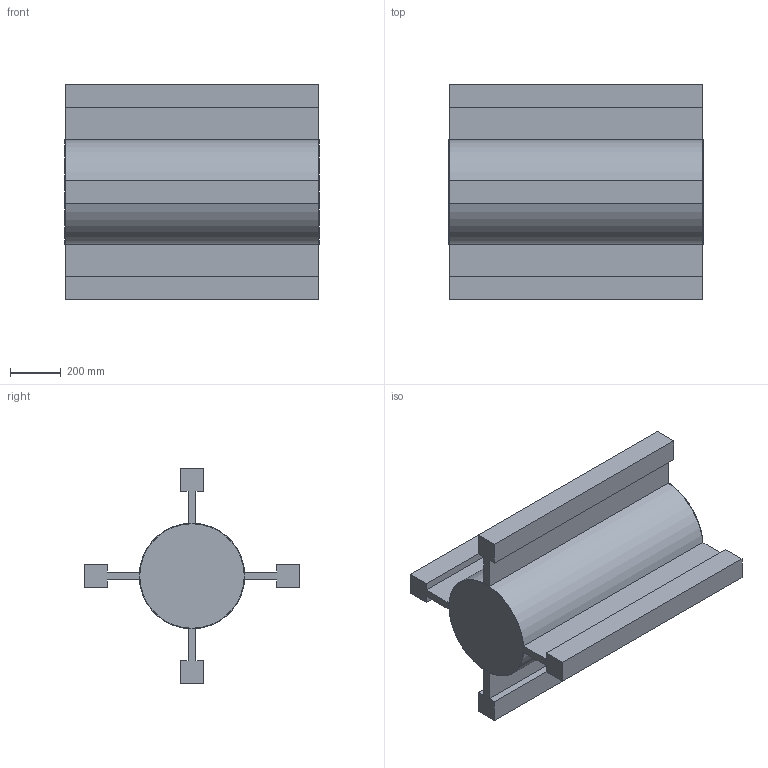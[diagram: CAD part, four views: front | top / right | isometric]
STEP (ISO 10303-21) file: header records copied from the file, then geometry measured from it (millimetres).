
FILE_DESCRIPTION(('Open CASCADE Model'),'2;1');
FILE_NAME('Open CASCADE Shape Model','2014-02-21T21:00:15',('Author'),( 'Open CASCADE'),'Open CASCADE STEP processor 6.5','Open CASCADE 6.5' ,'Unknown');
FILE_SCHEMA(('AUTOMOTIVE_DESIGN_CC2 { 1 2 10303 214 -1 1 5 4 }'));
Length unit declared in the file: millimetre
Products named in the file (3): Pad; Pad001; Pad002
Bounding box: 1002 x 850.84 x 850.84 mm (x, y, z)
Volume: 51697252.7 mm3; surface area: 5474259.8 mm2
Topology: 3 solids, 3 shells, 41 faces, 105 edges, 70 vertices
Faces by surface type: plane 34, cylinder 7
Full cylindrical faces by diameter (mm): 412 x1, 416 x2
Entity records: 2701 total; most frequent: CARTESIAN_POINT 511, DIRECTION 399, LINE 287, VECTOR 287, ORIENTED_EDGE 210, PCURVE 210, DEFINITIONAL_REPRESENTATION 210, EDGE_CURVE 105
